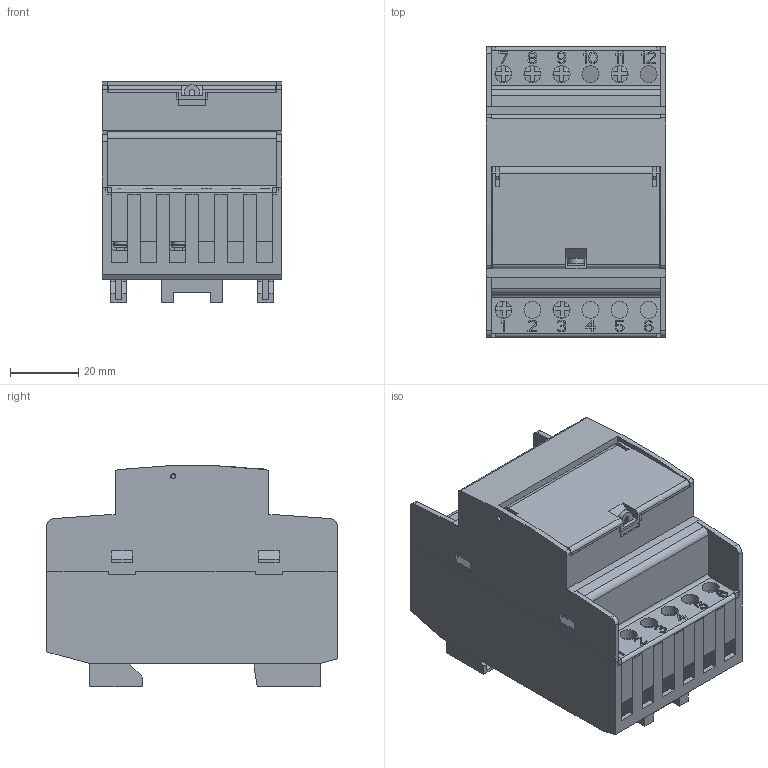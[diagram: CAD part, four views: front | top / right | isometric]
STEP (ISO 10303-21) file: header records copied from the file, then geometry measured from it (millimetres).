
FILE_DESCRIPTION(('STEP AP203'), '1');
FILE_NAME('Test file header', '2020-09-15T10:24:35', ('Default Math Test author'), ('Default Math Test organization'), 'ASCON STEP Converter 1.6', 'ASCON Math Kernel', 'Default Math Test authization');
FILE_SCHEMA(('CONFIG_CONTROL_DESIGN'));
Length unit declared in the file: millimetre
Products named in the file (39): Board; L1; LAMELLA_ASM; LAMELLA_2; TCC_M4X08; L3; L7; L8; L9; L11; SW1; 418117270904_ASM; CLIP; BASE; P1; CTT1102_12E5MM; LD3; LED_3MM_R_H5E5MM; LD2; LED_3MM_R_H7MM; LD1; LED_3MM_G_H7MM; SELVTESTER_ASM; CM1031; CM1033
Assembly tree (48 placements, depth 6):
  (unnamed)
    (unnamed)
      (unnamed)
        Board
        L1
          LAMELLA_ASM
            LAMELLA_2
            TCC_M4X08
        L3
          LAMELLA_ASM
            LAMELLA_2
            TCC_M4X08
        L7
          LAMELLA_ASM
            LAMELLA_2
            TCC_M4X08
        L8
          LAMELLA_ASM
            LAMELLA_2
            TCC_M4X08
        L9
          LAMELLA_ASM
            LAMELLA_2
            TCC_M4X08
        L11
          LAMELLA_ASM
            LAMELLA_2
            TCC_M4X08
    (unnamed)
      (unnamed)
        Board
    (unnamed)
      (unnamed)
        Board
        SW1
          418117270904_ASM
            CLIP  x4
            BASE
        P1
          CTT1102_12E5MM
        LD3
          LED_3MM_R_H5E5MM
        LD2
          LED_3MM_R_H7MM
        LD1
          LED_3MM_G_H7MM
    (unnamed)
      (unnamed)
        (unnamed)
          SELVTESTER_ASM
            CM1031
            CM1033
Bounding box: 52.5 x 85 x 64.78 mm (x, y, z)
Volume: 60201 mm3; surface area: 86531.7 mm2
Topology: 34 solids, 46 shells, 2711 faces, 7281 edges, 4722 vertices
Faces by surface type: plane 2140, cylinder 530, torus 16, extrusion 12, cone 7, sphere 6
Full cylindrical faces by diameter (mm): 0.798 x30, 0.9 x164, 1 x4, 1.002 x92, 1.103 x4, 1.2 x2, 1.306 x5, 1.5 x2, 1.8 x1, 2 x1, 2.5 x2, 2.9 x3, 3.2 x7, 3.262 x4, 3.5 x1, 4 x6, 5 x12, 5.015 x1, 6.5 x12, 8 x6
Entity records: 72667 total; most frequent: CARTESIAN_POINT 13030, ORIENTED_EDGE 11166, DIRECTION 10836, EDGE_CURVE 5591, VECTOR 4650, LINE 4638, VERTEX_POINT 3898, EDGE_LOOP 3247
